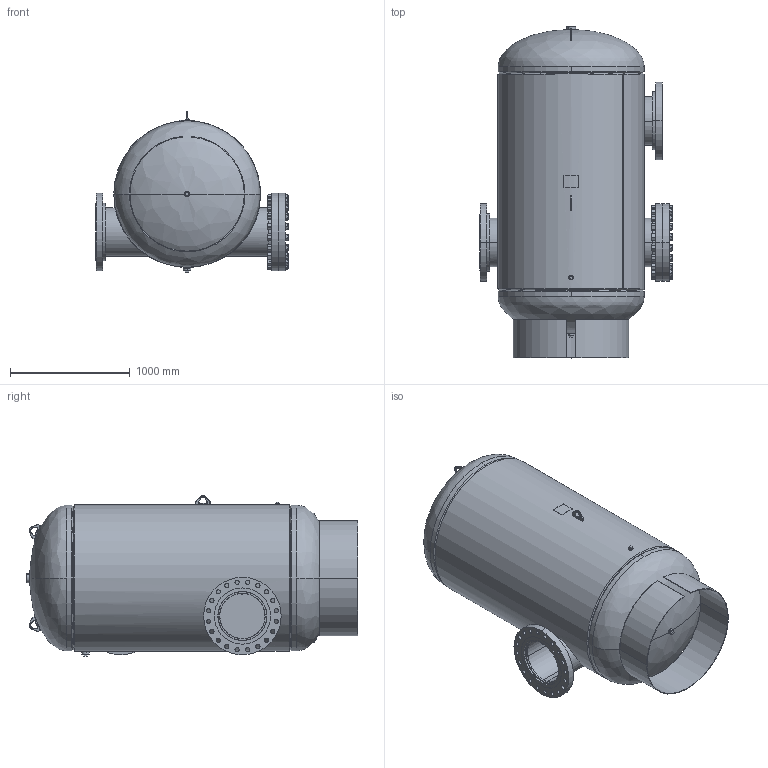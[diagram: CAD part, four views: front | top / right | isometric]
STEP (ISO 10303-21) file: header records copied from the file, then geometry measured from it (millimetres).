
FILE_DESCRIPTION (( 'STEP AP203' ), '1' );
FILE_NAME ('SPA-16-S.STEP', '2021-03-15T18:51:55', ( '' ), ( '' ), 'SwSTEP 2.0', 'SolidWorks 2021', '' );
FILE_SCHEMA (( 'CONFIG_CONTROL_DESIGN' ));
Length unit declared in the file: inch
Products named in the file (23): PLUGS_9500170; 9400352; 05116006_SPA 16S -- 200 PSI; SPA-16-S; 9400542; 99J2569; Couplings_9500560; heavy hex nut_ai_HHNUT 1.2500-7-D-C; 9461350; 99P2568_26; PLUGS_9500140; Couplings_9500564; Couplings_9500566; 9201155; 9100240_.5; 9600830_48" VERT; PLUGS_9500150; Couplings_9500558; heavy hex bolt_ai_HHBOLT 1.2500-7x6x6-N; 99Q0873; 9301360_20.5; Garlock F.F. Gaskets 300# .0625 tk_9471017
Assembly tree (65 placements, depth 2):
  SPA-16-S
    05116006_SPA 16S -- 200 PSI
    9201155
    9201155
    Couplings_9500558
    Couplings_9500560
    Couplings_9500564
    Couplings_9500566
    PLUGS_9500140
    PLUGS_9500150
    PLUGS_9500170
    9301360_20.5
    99P2568_26  x2
    9461350  x3
    9400352
    Garlock F.F. Gaskets 300# .0625 tk_9471017
    heavy hex bolt_ai_HHBOLT 1.2500-7x6x6-N  x20
    heavy hex nut_ai_HHNUT 1.2500-7-D-C  x20
    99J2569
    9100240_.5
    99Q0873
    9400542  x3
    9600830_48" VERT
Bounding box: 1604.99 x 2772.72 x 1342.73 mm (x, y, z)
Volume: 229944847.5 mm3; surface area: 33158860 mm2
Topology: 65 solids, 65 shells, 1542 faces, 3496 edges, 2116 vertices
Faces by surface type: cylinder 506, cone 498, plane 454, torus 60, bspline 24
Full cylindrical faces by diameter (mm): 1193.8 x1
Entity records: 25967 total; most frequent: CARTESIAN_POINT 11795, DIRECTION 2382, ORIENTED_EDGE 2032, EDGE_CURVE 1016, AXIS2_PLACEMENT_3D 1007, VERTEX_POINT 654, EDGE_LOOP 578, CIRCLE 548
